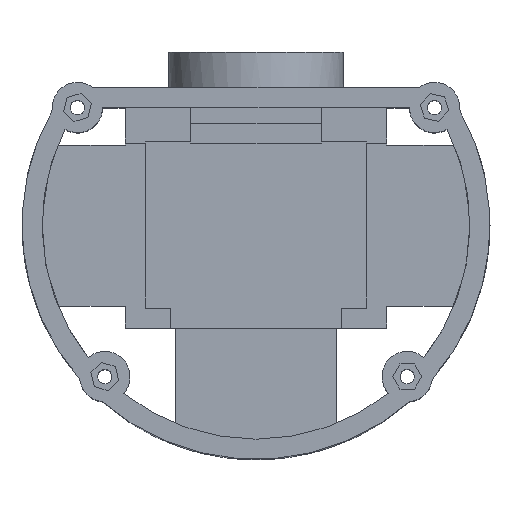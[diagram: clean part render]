
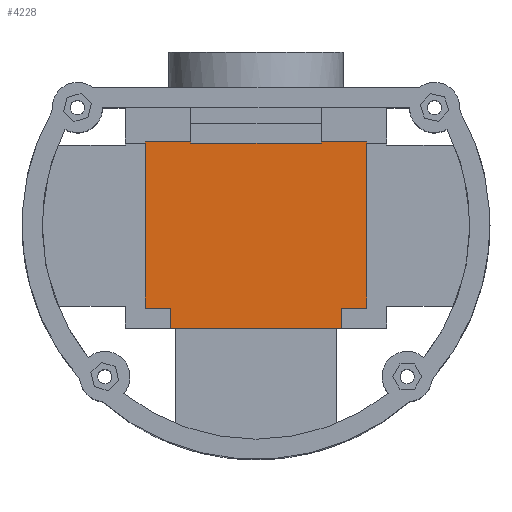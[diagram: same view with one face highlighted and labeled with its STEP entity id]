
A CAD part, top view. The second image highlights one B-rep face of the part: STEP entity #4228.
In plain terms, the highlighted planar face has unit normal (0, 0, 1).
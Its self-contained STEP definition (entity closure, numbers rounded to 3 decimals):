
#106=PLANE('',#4457);
#295=FACE_OUTER_BOUND('',#518,.T.);
#518=EDGE_LOOP('',(#3031,#3032,#3033,#3034,#3035,#3036,#3037,#3038,#3039,
#3040,#3041,#3042,#3043,#3044));
#806=LINE('',#6103,#1273);
#820=LINE('',#6131,#1287);
#823=LINE('',#6138,#1290);
#827=LINE('',#6145,#1294);
#829=LINE('',#6150,#1296);
#833=LINE('',#6158,#1300);
#840=LINE('',#6171,#1307);
#844=LINE('',#6178,#1311);
#849=LINE('',#6186,#1316);
#851=LINE('',#6194,#1318);
#860=LINE('',#6213,#1327);
#861=LINE('',#6214,#1328);
#862=LINE('',#6215,#1329);
#863=LINE('',#6216,#1330);
#1273=VECTOR('',#4863,10.);
#1287=VECTOR('',#4885,10.);
#1290=VECTOR('',#4890,10.);
#1294=VECTOR('',#4896,10.);
#1296=VECTOR('',#4900,10.);
#1300=VECTOR('',#4906,10.);
#1307=VECTOR('',#4917,10.);
#1311=VECTOR('',#4923,10.);
#1316=VECTOR('',#4930,10.);
#1318=VECTOR('',#4938,10.);
#1327=VECTOR('',#4953,10.);
#1328=VECTOR('',#4954,10.);
#1329=VECTOR('',#4955,10.);
#1330=VECTOR('',#4956,10.);
#1896=VERTEX_POINT('',#6101);
#1897=VERTEX_POINT('',#6102);
#1904=VERTEX_POINT('',#6122);
#1907=VERTEX_POINT('',#6130);
#1909=VERTEX_POINT('',#6136);
#1910=VERTEX_POINT('',#6137);
#1913=VERTEX_POINT('',#6148);
#1914=VERTEX_POINT('',#6149);
#1917=VERTEX_POINT('',#6157);
#1921=VERTEX_POINT('',#6167);
#1923=VERTEX_POINT('',#6177);
#1924=VERTEX_POINT('',#6182);
#1925=VERTEX_POINT('',#6184);
#1928=VERTEX_POINT('',#6192);
#2318=EDGE_CURVE('',#1896,#1897,#806,.T.);
#2332=EDGE_CURVE('',#1907,#1904,#820,.T.);
#2335=EDGE_CURVE('',#1909,#1910,#823,.T.);
#2339=EDGE_CURVE('',#1910,#1907,#827,.T.);
#2341=EDGE_CURVE('',#1913,#1914,#829,.T.);
#2345=EDGE_CURVE('',#1914,#1917,#833,.T.);
#2352=EDGE_CURVE('',#1921,#1913,#840,.T.);
#2356=EDGE_CURVE('',#1923,#1896,#844,.T.);
#2361=EDGE_CURVE('',#1925,#1924,#849,.T.);
#2365=EDGE_CURVE('',#1904,#1928,#851,.T.);
#2374=EDGE_CURVE('',#1897,#1924,#860,.T.);
#2375=EDGE_CURVE('',#1925,#1921,#861,.T.);
#2376=EDGE_CURVE('',#1917,#1909,#862,.T.);
#2377=EDGE_CURVE('',#1923,#1928,#863,.T.);
#3031=ORIENTED_EDGE('',*,*,#2356,.T.);
#3032=ORIENTED_EDGE('',*,*,#2318,.T.);
#3033=ORIENTED_EDGE('',*,*,#2374,.T.);
#3034=ORIENTED_EDGE('',*,*,#2361,.F.);
#3035=ORIENTED_EDGE('',*,*,#2375,.T.);
#3036=ORIENTED_EDGE('',*,*,#2352,.T.);
#3037=ORIENTED_EDGE('',*,*,#2341,.T.);
#3038=ORIENTED_EDGE('',*,*,#2345,.T.);
#3039=ORIENTED_EDGE('',*,*,#2376,.T.);
#3040=ORIENTED_EDGE('',*,*,#2335,.T.);
#3041=ORIENTED_EDGE('',*,*,#2339,.T.);
#3042=ORIENTED_EDGE('',*,*,#2332,.T.);
#3043=ORIENTED_EDGE('',*,*,#2365,.T.);
#3044=ORIENTED_EDGE('',*,*,#2377,.F.);
#4228=ADVANCED_FACE('',(#295),#106,.T.);
#4457=AXIS2_PLACEMENT_3D('',#6212,#4951,#4952);
#4863=DIRECTION('',(-1.,0.,0.));
#4885=DIRECTION('',(0.,1.,0.));
#4890=DIRECTION('',(0.,1.,0.));
#4896=DIRECTION('',(1.,0.,0.));
#4900=DIRECTION('',(1.,0.,0.));
#4906=DIRECTION('',(0.,-1.,0.));
#4917=DIRECTION('',(0.,-1.,0.));
#4923=DIRECTION('',(0.,-1.,0.));
#4930=DIRECTION('',(1.,0.,0.));
#4938=DIRECTION('',(0.,1.,0.));
#4951=DIRECTION('center_axis',(0.,0.,1.));
#4952=DIRECTION('ref_axis',(1.,0.,0.));
#4953=DIRECTION('',(0.,1.,0.));
#4954=DIRECTION('',(0.,-1.,0.));
#4955=DIRECTION('',(1.,0.,0.));
#4956=DIRECTION('',(1.,0.,0.));
#6101=CARTESIAN_POINT('',(13.,16.35,12.5));
#6102=CARTESIAN_POINT('',(-13.,16.35,12.5));
#6103=CARTESIAN_POINT('',(-6.5,16.35,12.5));
#6122=CARTESIAN_POINT('',(22.,16.35,12.5));
#6130=CARTESIAN_POINT('',(22.,-16.35,12.5));
#6131=CARTESIAN_POINT('',(22.,-16.35,12.5));
#6136=CARTESIAN_POINT('',(17.,-20.35,12.5));
#6137=CARTESIAN_POINT('',(17.,-16.35,12.5));
#6138=CARTESIAN_POINT('',(17.,-8.175,12.5));
#6145=CARTESIAN_POINT('',(11.,-16.35,12.5));
#6148=CARTESIAN_POINT('',(-22.,-16.35,12.5));
#6149=CARTESIAN_POINT('',(-17.,-16.35,12.5));
#6150=CARTESIAN_POINT('',(-8.5,-16.35,12.5));
#6157=CARTESIAN_POINT('',(-17.,-20.35,12.5));
#6158=CARTESIAN_POINT('',(-17.,-10.175,12.5));
#6167=CARTESIAN_POINT('',(-22.,16.35,12.5));
#6171=CARTESIAN_POINT('',(-22.,16.35,12.5));
#6177=CARTESIAN_POINT('',(13.,16.65,12.5));
#6178=CARTESIAN_POINT('',(13.,8.175,12.5));
#6182=CARTESIAN_POINT('',(-13.,16.65,12.5));
#6184=CARTESIAN_POINT('',(-22.,16.65,12.5));
#6186=CARTESIAN_POINT('',(21.15,16.65,12.5));
#6192=CARTESIAN_POINT('',(22.,16.65,12.5));
#6194=CARTESIAN_POINT('',(22.,-16.35,12.5));
#6212=CARTESIAN_POINT('Origin',(0.,0.,
12.5));
#6213=CARTESIAN_POINT('',(-13.,10.175,12.5));
#6214=CARTESIAN_POINT('',(-22.,16.35,12.5));
#6215=CARTESIAN_POINT('',(-26.,-20.35,12.5));
#6216=CARTESIAN_POINT('',(21.15,16.65,12.5));
